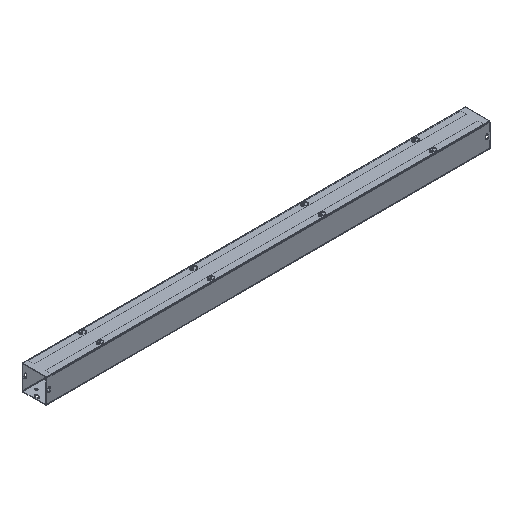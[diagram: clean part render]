
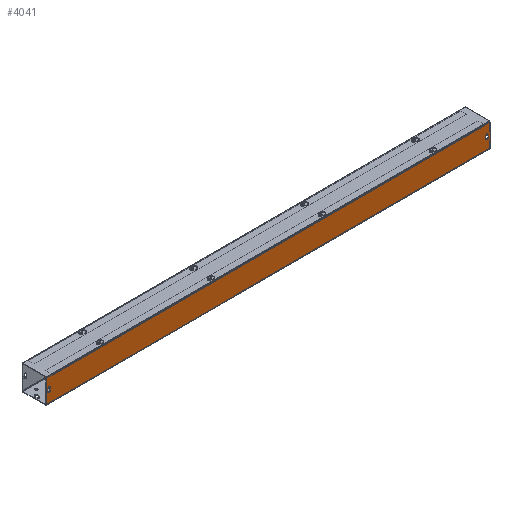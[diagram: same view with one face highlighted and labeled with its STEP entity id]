
A CAD part, isometric view. The second image highlights one B-rep face of the part: STEP entity #4041.
In plain terms, the highlighted planar face has unit normal (0, -1, 0).
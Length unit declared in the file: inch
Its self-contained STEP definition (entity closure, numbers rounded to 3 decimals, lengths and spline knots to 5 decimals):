
#190=LINE('',#6551,#470);
#194=LINE('',#6558,#474);
#199=LINE('',#6576,#479);
#201=LINE('',#6581,#481);
#227=LINE('',#6681,#507);
#235=LINE('',#6702,#515);
#238=LINE('',#6709,#518);
#242=LINE('',#6716,#522);
#244=LINE('',#6720,#524);
#245=LINE('',#6722,#525);
#246=LINE('',#6724,#526);
#247=LINE('',#6726,#527);
#248=LINE('',#6728,#528);
#249=LINE('',#6730,#529);
#250=LINE('',#6732,#530);
#251=LINE('',#6733,#531);
#470=VECTOR('',#4912,0.25);
#474=VECTOR('',#4918,0.25);
#479=VECTOR('',#4937,0.25);
#481=VECTOR('',#4941,0.25);
#507=VECTOR('',#5055,46.75);
#515=VECTOR('',#5083,0.0002);
#518=VECTOR('',#5088,0.03145);
#522=VECTOR('',#5094,0.0002);
#524=VECTOR('',#5098,0.0002);
#525=VECTOR('',#5099,0.0002);
#526=VECTOR('',#5100,0.03145);
#527=VECTOR('',#5101,0.6248);
#528=VECTOR('',#5102,2.46875);
#529=VECTOR('',#5103,48.);
#530=VECTOR('',#5104,2.46875);
#531=VECTOR('',#5105,0.6248);
#744=PLANE('',#4376);
#916=FACE_BOUND('',#1356,.T.);
#917=FACE_BOUND('',#1357,.T.);
#1076=FACE_OUTER_BOUND('',#1355,.T.);
#1355=EDGE_LOOP('',(#3054,#3055,#3056,#3057,#3058,#3059,#3060,#3061,#3062,
#3063,#3064,#3065));
#1356=EDGE_LOOP('',(#3066,#3067,#3068,#3069));
#1357=EDGE_LOOP('',(#3070,#3071,#3072,#3073));
#1653=CIRCLE('',#4309,0.125);
#1655=CIRCLE('',#4314,0.125);
#1657=CIRCLE('',#4317,0.125);
#1659=CIRCLE('',#4322,0.125);
#1890=VERTEX_POINT('',#6542);
#1891=VERTEX_POINT('',#6544);
#1893=VERTEX_POINT('',#6550);
#1895=VERTEX_POINT('',#6556);
#1898=VERTEX_POINT('',#6566);
#1899=VERTEX_POINT('',#6568);
#1901=VERTEX_POINT('',#6574);
#1903=VERTEX_POINT('',#6580);
#1932=VERTEX_POINT('',#6678);
#1933=VERTEX_POINT('',#6680);
#1936=VERTEX_POINT('',#6701);
#1938=VERTEX_POINT('',#6707);
#1939=VERTEX_POINT('',#6708);
#1942=VERTEX_POINT('',#6719);
#1943=VERTEX_POINT('',#6721);
#1944=VERTEX_POINT('',#6723);
#1945=VERTEX_POINT('',#6725);
#1946=VERTEX_POINT('',#6727);
#1947=VERTEX_POINT('',#6729);
#1948=VERTEX_POINT('',#6731);
#2284=EDGE_CURVE('',#1891,#1890,#1653,.T.);
#2287=EDGE_CURVE('',#1893,#1891,#190,.T.);
#2291=EDGE_CURVE('',#1890,#1895,#194,.T.);
#2293=EDGE_CURVE('',#1895,#1893,#1655,.T.);
#2296=EDGE_CURVE('',#1899,#1898,#1657,.T.);
#2300=EDGE_CURVE('',#1898,#1901,#199,.T.);
#2302=EDGE_CURVE('',#1903,#1899,#201,.T.);
#2305=EDGE_CURVE('',#1901,#1903,#1659,.T.);
#2351=EDGE_CURVE('',#1933,#1932,#227,.T.);
#2362=EDGE_CURVE('',#1936,#1933,#235,.T.);
#2365=EDGE_CURVE('',#1938,#1939,#238,.T.);
#2369=EDGE_CURVE('',#1939,#1936,#242,.T.);
#2371=EDGE_CURVE('',#1932,#1942,#244,.T.);
#2372=EDGE_CURVE('',#1942,#1943,#245,.T.);
#2373=EDGE_CURVE('',#1943,#1944,#246,.T.);
#2374=EDGE_CURVE('',#1945,#1944,#247,.T.);
#2375=EDGE_CURVE('',#1946,#1945,#248,.T.);
#2376=EDGE_CURVE('',#1946,#1947,#249,.T.);
#2377=EDGE_CURVE('',#1948,#1947,#250,.T.);
#2378=EDGE_CURVE('',#1938,#1948,#251,.T.);
#3054=ORIENTED_EDGE('',*,*,#2365,.T.);
#3055=ORIENTED_EDGE('',*,*,#2369,.T.);
#3056=ORIENTED_EDGE('',*,*,#2362,.T.);
#3057=ORIENTED_EDGE('',*,*,#2351,.T.);
#3058=ORIENTED_EDGE('',*,*,#2371,.T.);
#3059=ORIENTED_EDGE('',*,*,#2372,.T.);
#3060=ORIENTED_EDGE('',*,*,#2373,.T.);
#3061=ORIENTED_EDGE('',*,*,#2374,.F.);
#3062=ORIENTED_EDGE('',*,*,#2375,.F.);
#3063=ORIENTED_EDGE('',*,*,#2376,.T.);
#3064=ORIENTED_EDGE('',*,*,#2377,.F.);
#3065=ORIENTED_EDGE('',*,*,#2378,.F.);
#3066=ORIENTED_EDGE('',*,*,#2284,.T.);
#3067=ORIENTED_EDGE('',*,*,#2291,.T.);
#3068=ORIENTED_EDGE('',*,*,#2293,.T.);
#3069=ORIENTED_EDGE('',*,*,#2287,.T.);
#3070=ORIENTED_EDGE('',*,*,#2296,.T.);
#3071=ORIENTED_EDGE('',*,*,#2300,.T.);
#3072=ORIENTED_EDGE('',*,*,#2305,.T.);
#3073=ORIENTED_EDGE('',*,*,#2302,.T.);
#4041=ADVANCED_FACE('',(#1076,#916,#917),#744,.F.);
#4309=AXIS2_PLACEMENT_3D('',#6545,#4906,#4907);
#4314=AXIS2_PLACEMENT_3D('',#6561,#4923,#4924);
#4317=AXIS2_PLACEMENT_3D('',#6569,#4930,#4931);
#4322=AXIS2_PLACEMENT_3D('',#6585,#4947,#4948);
#4376=AXIS2_PLACEMENT_3D('',#6718,#5096,#5097);
#4906=DIRECTION('center_axis',(0.,1.,0.));
#4907=DIRECTION('ref_axis',(-1.,0.,0.));
#4912=DIRECTION('',(0.,0.,1.));
#4918=DIRECTION('',(0.,0.,-1.));
#4923=DIRECTION('center_axis',(0.,1.,0.));
#4924=DIRECTION('ref_axis',(1.,0.,0.));
#4930=DIRECTION('center_axis',(0.,1.,0.));
#4931=DIRECTION('ref_axis',(1.,0.,0.));
#4937=DIRECTION('',(0.,0.,-1.));
#4941=DIRECTION('',(0.,0.,1.));
#4947=DIRECTION('center_axis',(0.,1.,0.));
#4948=DIRECTION('ref_axis',(-1.,0.,0.));
#5055=DIRECTION('',(-1.,0.,0.));
#5083=DIRECTION('',(0.,0.,1.));
#5088=DIRECTION('',(0.,0.,-1.));
#5094=DIRECTION('',(-1.,0.,0.));
#5096=DIRECTION('center_axis',(0.,1.,0.));
#5097=DIRECTION('ref_axis',(1.,0.,0.));
#5098=DIRECTION('',(0.,0.,-1.));
#5099=DIRECTION('',(-1.,0.,0.));
#5100=DIRECTION('',(0.,0.,1.));
#5101=DIRECTION('',(1.,0.,0.));
#5102=DIRECTION('',(0.,0.,1.));
#5103=DIRECTION('',(1.,0.,0.));
#5104=DIRECTION('',(0.,0.,-1.));
#5105=DIRECTION('',(1.,0.,0.));
#6542=CARTESIAN_POINT('',(47.815,-0.0625,1.46875));
#6544=CARTESIAN_POINT('',(47.565,-0.0625,1.46875));
#6545=CARTESIAN_POINT('Origin',(47.69,-0.0625,1.46875));
#6550=CARTESIAN_POINT('',(47.565,-0.0625,1.21875));
#6551=CARTESIAN_POINT('',(47.565,-0.0625,1.25037));
#6556=CARTESIAN_POINT('',(47.815,-0.0625,1.21875));
#6558=CARTESIAN_POINT('',(47.815,-0.0625,1.31287));
#6561=CARTESIAN_POINT('Origin',(47.69,-0.0625,1.21875));
#6566=CARTESIAN_POINT('',(0.435,-0.0625,1.46875));
#6568=CARTESIAN_POINT('',(0.185,-0.0625,1.46875));
#6569=CARTESIAN_POINT('Origin',(0.31,-0.0625,1.46875));
#6574=CARTESIAN_POINT('',(0.435,-0.0625,1.21875));
#6576=CARTESIAN_POINT('',(0.435,-0.0625,1.25037));
#6580=CARTESIAN_POINT('',(0.185,-0.0625,1.21875));
#6581=CARTESIAN_POINT('',(0.185,-0.0625,1.31287));
#6585=CARTESIAN_POINT('Origin',(0.31,-0.0625,1.21875));
#6678=CARTESIAN_POINT('',(0.625,-0.0625,2.53125));
#6680=CARTESIAN_POINT('',(47.375,-0.0625,2.53125));
#6681=CARTESIAN_POINT('',(35.6875,-0.0625,2.53125));
#6701=CARTESIAN_POINT('',(47.375,-0.0625,2.53105));
#6702=CARTESIAN_POINT('',(47.375,-0.0625,1.90652));
#6707=CARTESIAN_POINT('',(47.3752,-0.0625,2.5625));
#6708=CARTESIAN_POINT('',(47.3752,-0.0625,2.53105));
#6709=CARTESIAN_POINT('',(47.3752,-0.0625,1.92224));
#6716=CARTESIAN_POINT('',(35.6876,-0.0625,2.53105));
#6718=CARTESIAN_POINT('Origin',(24.,-0.0625,1.28198));
#6719=CARTESIAN_POINT('',(0.625,-0.0625,2.53105));
#6720=CARTESIAN_POINT('',(0.625,-0.0625,1.92224));
#6721=CARTESIAN_POINT('',(0.6248,-0.0625,2.53105));
#6722=CARTESIAN_POINT('',(12.3125,-0.0625,2.53105));
#6723=CARTESIAN_POINT('',(0.6248,-0.0625,2.5625));
#6724=CARTESIAN_POINT('',(0.6248,-0.0625,1.90652));
#6725=CARTESIAN_POINT('',(0.,-0.0625,2.5625));
#6726=CARTESIAN_POINT('',(0.,-0.0625,2.5625));
#6727=CARTESIAN_POINT('',(0.,-0.0625,0.09375));
#6728=CARTESIAN_POINT('',(0.,-0.0625,0.09375));
#6729=CARTESIAN_POINT('',(48.,-0.0625,0.09375));
#6730=CARTESIAN_POINT('',(24.,-0.0625,0.09375));
#6731=CARTESIAN_POINT('',(48.,-0.0625,2.5625));
#6732=CARTESIAN_POINT('',(48.,-0.0625,-0.09082));
#6733=CARTESIAN_POINT('',(0.,-0.0625,2.5625));
